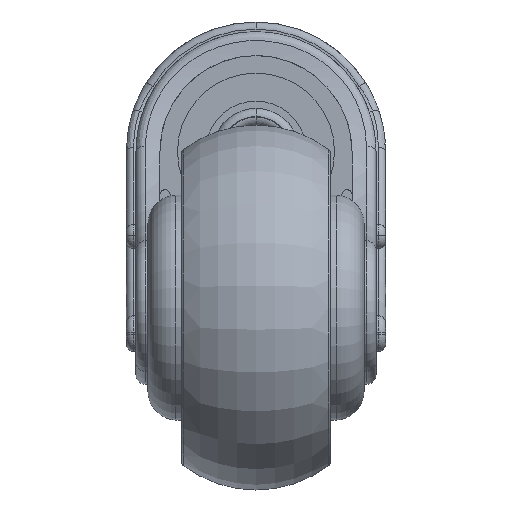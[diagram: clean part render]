
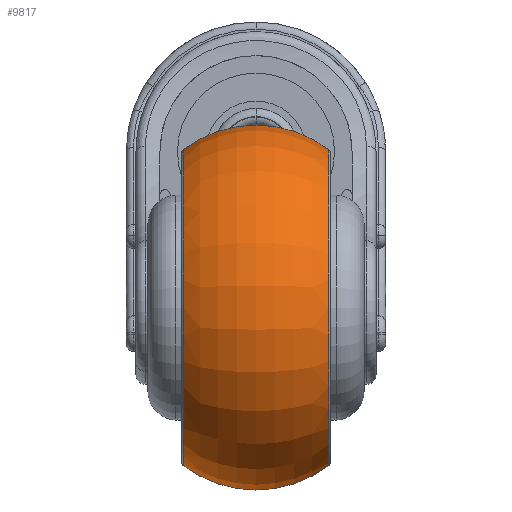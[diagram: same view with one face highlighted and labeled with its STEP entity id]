
A CAD part, front view. The second image highlights one B-rep face of the part: STEP entity #9817.
In plain terms, the highlighted toroidal (fillet/blend) face has major radius 13 mm and minor radius 25 mm.
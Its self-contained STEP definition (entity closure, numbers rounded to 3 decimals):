
#75 = AXIS2_PLACEMENT_3D ( 'NONE', #7059, #11885, #1034 ) ;
#256 = EDGE_CURVE ( 'NONE', #7322, #14419, #608, .T. ) ;
#305 = TOROIDAL_SURFACE ( 'NONE', #75, 13., 25. ) ;
#608 = CIRCLE ( 'NONE', #842, 32.921 ) ;
#737 = DIRECTION ( 'NONE',  ( 0., 1., 0. ) ) ;
#842 = AXIS2_PLACEMENT_3D ( 'NONE', #7234, #12062, #1207 ) ;
#1006 = VERTEX_POINT ( 'NONE', #9861 ) ;
#1034 = DIRECTION ( 'NONE',  ( 0., 0., -1. ) ) ;
#1207 = DIRECTION ( 'NONE',  ( 0., 0., -1. ) ) ;
#2441 = DIRECTION ( 'NONE',  ( 1., 0., 0. ) ) ;
#2886 = ORIENTED_EDGE ( 'NONE', *, *, #3903, .T. ) ;
#3626 = DIRECTION ( 'NONE',  ( 0., 0., -1. ) ) ;
#3903 = EDGE_CURVE ( 'NONE', #14419, #1006, #11043, .T. ) ;
#4730 = AXIS2_PLACEMENT_3D ( 'NONE', #9629, #14429, #3626 ) ;
#5217 = ORIENTED_EDGE ( 'NONE', *, *, #10039, .F. ) ;
#5570 = DIRECTION ( 'NONE',  ( 0., 0., 1. ) ) ;
#7059 = CARTESIAN_POINT ( 'NONE',  ( 0., 0., 0. ) ) ;
#7234 = CARTESIAN_POINT ( 'NONE',  ( -15.104, 0., 0. ) ) ;
#7247 = CARTESIAN_POINT ( 'NONE',  ( -15.104, 0., -32.921 ) ) ;
#7276 = DIRECTION ( 'NONE',  ( 0., 0., -1. ) ) ;
#7322 = VERTEX_POINT ( 'NONE', #14888 ) ;
#7838 = EDGE_CURVE ( 'NONE', #7322, #11935, #14130, .T. ) ;
#9117 = EDGE_LOOP ( 'NONE', ( #9274, #15421, #2886, #5217 ) ) ;
#9274 = ORIENTED_EDGE ( 'NONE', *, *, #7838, .F. ) ;
#9423 = FACE_OUTER_BOUND ( 'NONE', #9117, .T. ) ;
#9629 = CARTESIAN_POINT ( 'NONE',  ( 0., 0., -13. ) ) ;
#9817 = ADVANCED_FACE ( 'NONE', ( #9423 ), #305, .T. ) ;
#9861 = CARTESIAN_POINT ( 'NONE',  ( 15.104, 0., -32.921 ) ) ;
#10039 = EDGE_CURVE ( 'NONE', #11935, #1006, #13870, .T. ) ;
#11043 = CIRCLE ( 'NONE', #4730, 25. ) ;
#11585 = CARTESIAN_POINT ( 'NONE',  ( 0., 0., 13. ) ) ;
#11885 = DIRECTION ( 'NONE',  ( 1., 0., 0. ) ) ;
#11935 = VERTEX_POINT ( 'NONE', #13103 ) ;
#12062 = DIRECTION ( 'NONE',  ( 1., 0., 0. ) ) ;
#13103 = CARTESIAN_POINT ( 'NONE',  ( 15.104, 0., 32.921 ) ) ;
#13279 = CARTESIAN_POINT ( 'NONE',  ( 15.104, 0., 0. ) ) ;
#13607 = AXIS2_PLACEMENT_3D ( 'NONE', #13279, #2441, #7276 ) ;
#13870 = CIRCLE ( 'NONE', #13607, 32.921 ) ;
#14117 = AXIS2_PLACEMENT_3D ( 'NONE', #11585, #737, #5570 ) ;
#14130 = CIRCLE ( 'NONE', #14117, 25. ) ;
#14419 = VERTEX_POINT ( 'NONE', #7247 ) ;
#14429 = DIRECTION ( 'NONE',  ( 0., -1., 0. ) ) ;
#14888 = CARTESIAN_POINT ( 'NONE',  ( -15.104, 0., 32.921 ) ) ;
#15421 = ORIENTED_EDGE ( 'NONE', *, *, #256, .T. ) ;
